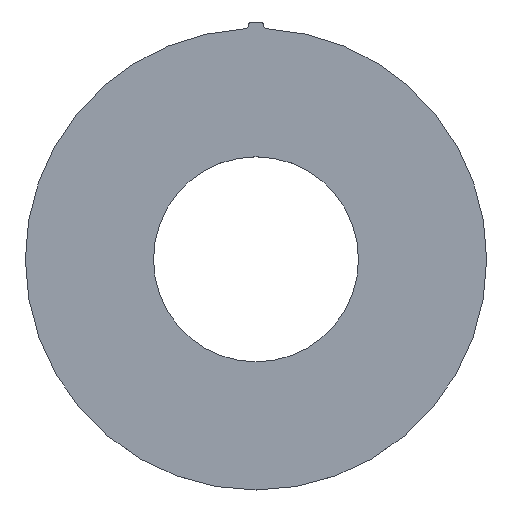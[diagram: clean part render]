
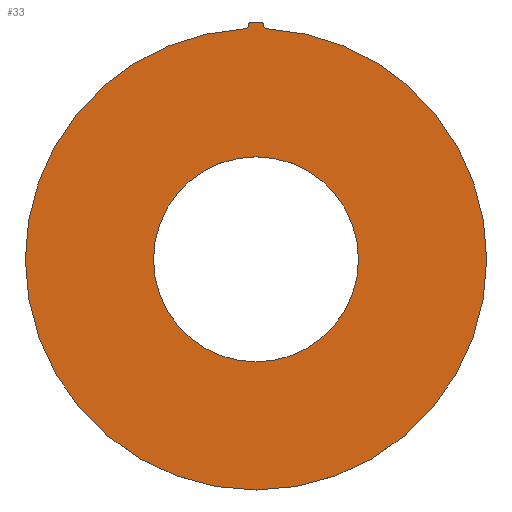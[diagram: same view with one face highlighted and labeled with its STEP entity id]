
A CAD part, top view. The second image highlights one B-rep face of the part: STEP entity #33.
In plain terms, the highlighted planar face has unit normal (0, 0, 1).
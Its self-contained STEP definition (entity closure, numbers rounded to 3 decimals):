
#4 = EDGE_CURVE ( 'NONE', #112, #184, #442, .T. ) ;
#5 = EDGE_CURVE ( 'NONE', #184, #159, #453, .T. ) ;
#10 = EDGE_CURVE ( 'NONE', #209, #147, #450, .T. ) ;
#13 = EDGE_CURVE ( 'NONE', #146, #150, #435, .T. ) ;
#14 = EDGE_CURVE ( 'NONE', #138, #148, #504, .T. ) ;
#15 = EDGE_CURVE ( 'NONE', #150, #146, #499, .T. ) ;
#17 = EDGE_CURVE ( 'NONE', #196, #138, #258, .T. ) ;
#19 = EDGE_CURVE ( 'NONE', #147, #112, #476, .T. ) ;
#20 = EDGE_CURVE ( 'NONE', #159, #142, #459, .T. ) ;
#23 = EDGE_CURVE ( 'NONE', #148, #209, #229, .T. ) ;
#25 = EDGE_CURVE ( 'NONE', #182, #196, #491, .T. ) ;
#33 = ADVANCED_FACE ( 'NONE', ( #264, #280 ), #283, .T. ) ;
#43 = EDGE_CURVE ( 'NONE', #142, #182, #313, .T. ) ;
#83 = ORIENTED_EDGE ( 'NONE', *, *, #14, .T. ) ;
#88 = ORIENTED_EDGE ( 'NONE', *, *, #23, .T. ) ;
#98 = ORIENTED_EDGE ( 'NONE', *, *, #20, .T. ) ;
#101 = ORIENTED_EDGE ( 'NONE', *, *, #5, .T. ) ;
#108 = ORIENTED_EDGE ( 'NONE', *, *, #43, .T. ) ;
#109 = ORIENTED_EDGE ( 'NONE', *, *, #10, .T. ) ;
#112 = VERTEX_POINT ( 'NONE', #390 ) ;
#113 = ORIENTED_EDGE ( 'NONE', *, *, #13, .T. ) ;
#119 = ORIENTED_EDGE ( 'NONE', *, *, #15, .T. ) ;
#121 = ORIENTED_EDGE ( 'NONE', *, *, #25, .T. ) ;
#134 = EDGE_LOOP ( 'NONE', ( #119, #113 ) ) ;
#138 = VERTEX_POINT ( 'NONE', #377 ) ;
#142 = VERTEX_POINT ( 'NONE', #379 ) ;
#145 = EDGE_LOOP ( 'NONE', ( #83, #88, #109, #160, #155, #101, #98, #108, #121, #170 ) ) ;
#146 = VERTEX_POINT ( 'NONE', #392 ) ;
#147 = VERTEX_POINT ( 'NONE', #409 ) ;
#148 = VERTEX_POINT ( 'NONE', #401 ) ;
#150 = VERTEX_POINT ( 'NONE', #366 ) ;
#155 = ORIENTED_EDGE ( 'NONE', *, *, #4, .T. ) ;
#159 = VERTEX_POINT ( 'NONE', #391 ) ;
#160 = ORIENTED_EDGE ( 'NONE', *, *, #19, .T. ) ;
#170 = ORIENTED_EDGE ( 'NONE', *, *, #17, .T. ) ;
#175 = CARTESIAN_POINT ( 'NONE',  ( 0., 0., 0. ) ) ;
#177 = DIRECTION ( 'NONE',  ( 0., 0., 1. ) ) ;
#182 = VERTEX_POINT ( 'NONE', #385 ) ;
#184 = VERTEX_POINT ( 'NONE', #402 ) ;
#186 = CARTESIAN_POINT ( 'NONE',  ( 0., 0., 0. ) ) ;
#189 = DIRECTION ( 'NONE',  ( 0., 0., -1. ) ) ;
#192 = DIRECTION ( 'NONE',  ( 0., 0., 1. ) ) ;
#196 = VERTEX_POINT ( 'NONE', #393 ) ;
#204 = DIRECTION ( 'NONE',  ( -1., 0., 0. ) ) ;
#205 = DIRECTION ( 'NONE',  ( -1., 0., 0. ) ) ;
#209 = VERTEX_POINT ( 'NONE', #363 ) ;
#213 = CARTESIAN_POINT ( 'NONE',  ( -2.4, 45.937, 0. ) ) ;
#215 = DIRECTION ( 'NONE',  ( -1., 0., 0. ) ) ;
#219 = DIRECTION ( 'NONE',  ( -1., 0., 0. ) ) ;
#220 = DIRECTION ( 'NONE',  ( 0., 0., 1. ) ) ;
#222 = DIRECTION ( 'NONE',  ( -1., 0., 0. ) ) ;
#225 = CARTESIAN_POINT ( 'NONE',  ( -0.9, 45.8, 0. ) ) ;
#229 = LINE ( 'NONE', #255, #454 ) ;
#230 = DIRECTION ( 'NONE',  ( -1., 0., 0. ) ) ;
#231 = CARTESIAN_POINT ( 'NONE',  ( 0.9, 45.8, 0. ) ) ;
#233 = DIRECTION ( 'NONE',  ( 0., 0., -1. ) ) ;
#236 = DIRECTION ( 'NONE',  ( 0., 0., 1. ) ) ;
#237 = DIRECTION ( 'NONE',  ( 0., 0., -1. ) ) ;
#239 = CARTESIAN_POINT ( 'NONE',  ( 0., 0., 0. ) ) ;
#240 = CARTESIAN_POINT ( 'NONE',  ( -2.4, 46.3, 0. ) ) ;
#241 = DIRECTION ( 'NONE',  ( -1., 0., 0. ) ) ;
#242 = DIRECTION ( 'NONE',  ( -1., 0., 0. ) ) ;
#243 = DIRECTION ( 'NONE',  ( 0., 0., -1. ) ) ;
#244 = DIRECTION ( 'NONE',  ( -1., 0., 0. ) ) ;
#245 = DIRECTION ( 'NONE',  ( -1., 0., 0. ) ) ;
#248 = DIRECTION ( 'NONE',  ( 0., 0., 1. ) ) ;
#252 = CARTESIAN_POINT ( 'NONE',  ( 0., 0., 0. ) ) ;
#255 = CARTESIAN_POINT ( 'NONE',  ( -1.4, 45.937, 0. ) ) ;
#256 = DIRECTION ( 'NONE',  ( 0., 1., 0. ) ) ;
#258 = LINE ( 'NONE', #240, #460 ) ;
#260 = CARTESIAN_POINT ( 'NONE',  ( 0., 0., 0. ) ) ;
#261 = CARTESIAN_POINT ( 'NONE',  ( 2.4, 45.937, 0. ) ) ;
#264 = FACE_BOUND ( 'NONE', #134, .T. ) ;
#265 = DIRECTION ( 'NONE',  ( 1., 0., 0. ) ) ;
#280 = FACE_OUTER_BOUND ( 'NONE', #145, .T. ) ;
#283 = PLANE ( 'NONE',  #493 ) ;
#288 = DIRECTION ( 'NONE',  ( 0., 0., 1. ) ) ;
#308 = CARTESIAN_POINT ( 'NONE',  ( -2.4, 45.937, 0. ) ) ;
#313 = LINE ( 'NONE', #329, #488 ) ;
#320 = DIRECTION ( 'NONE',  ( 0., -1., 0. ) ) ;
#329 = CARTESIAN_POINT ( 'NONE',  ( 1.4, 45.937, 0. ) ) ;
#363 = CARTESIAN_POINT ( 'NONE',  ( -1.4, 45.937, 0. ) ) ;
#366 = CARTESIAN_POINT ( 'NONE',  ( -20., 0., 0. ) ) ;
#377 = CARTESIAN_POINT ( 'NONE',  ( -0.9, 46.3, 0. ) ) ;
#379 = CARTESIAN_POINT ( 'NONE',  ( 1.4, 45.937, 0. ) ) ;
#385 = CARTESIAN_POINT ( 'NONE',  ( 1.4, 45.8, 0. ) ) ;
#390 = CARTESIAN_POINT ( 'NONE',  ( -45., 0., 0. ) ) ;
#391 = CARTESIAN_POINT ( 'NONE',  ( 2.348, 44.939, 0. ) ) ;
#392 = CARTESIAN_POINT ( 'NONE',  ( 20., 0., 0. ) ) ;
#393 = CARTESIAN_POINT ( 'NONE',  ( 0.9, 46.3, 0. ) ) ;
#401 = CARTESIAN_POINT ( 'NONE',  ( -1.4, 45.8, 0. ) ) ;
#402 = CARTESIAN_POINT ( 'NONE',  ( 45., 0., 0. ) ) ;
#409 = CARTESIAN_POINT ( 'NONE',  ( -2.348, 44.939, 0. ) ) ;
#434 = AXIS2_PLACEMENT_3D ( 'NONE', #213, #189, #204 ) ;
#435 = CIRCLE ( 'NONE', #437, 20. ) ;
#437 = AXIS2_PLACEMENT_3D ( 'NONE', #239, #237, #230 ) ;
#441 = AXIS2_PLACEMENT_3D ( 'NONE', #186, #192, #215 ) ;
#442 = CIRCLE ( 'NONE', #445, 45. ) ;
#445 = AXIS2_PLACEMENT_3D ( 'NONE', #175, #177, #205 ) ;
#450 = CIRCLE ( 'NONE', #434, 1. ) ;
#453 = CIRCLE ( 'NONE', #441, 45. ) ;
#454 = VECTOR ( 'NONE', #256, 1000. ) ;
#457 = AXIS2_PLACEMENT_3D ( 'NONE', #261, #233, #244 ) ;
#459 = CIRCLE ( 'NONE', #457, 1. ) ;
#460 = VECTOR ( 'NONE', #242, 1000. ) ;
#464 = AXIS2_PLACEMENT_3D ( 'NONE', #252, #243, #245 ) ;
#476 = CIRCLE ( 'NONE', #502, 45. ) ;
#488 = VECTOR ( 'NONE', #320, 1000. ) ;
#491 = CIRCLE ( 'NONE', #501, 0.5 ) ;
#493 = AXIS2_PLACEMENT_3D ( 'NONE', #308, #288, #265 ) ;
#498 = AXIS2_PLACEMENT_3D ( 'NONE', #225, #220, #219 ) ;
#499 = CIRCLE ( 'NONE', #464, 20. ) ;
#501 = AXIS2_PLACEMENT_3D ( 'NONE', #231, #236, #241 ) ;
#502 = AXIS2_PLACEMENT_3D ( 'NONE', #260, #248, #222 ) ;
#504 = CIRCLE ( 'NONE', #498, 0.5 ) ;
